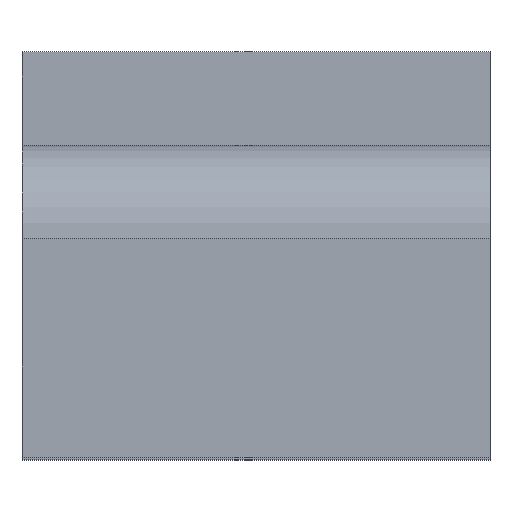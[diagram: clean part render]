
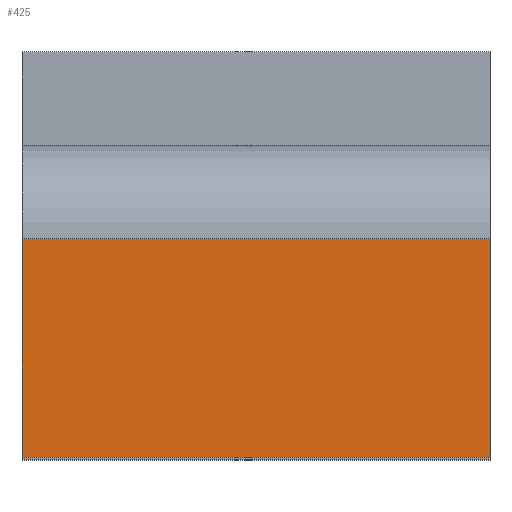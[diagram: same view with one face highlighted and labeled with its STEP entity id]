
A CAD part, top view. The second image highlights one B-rep face of the part: STEP entity #425.
In plain terms, the highlighted planar face has unit normal (0, 0, 1).
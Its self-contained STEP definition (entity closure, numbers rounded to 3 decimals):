
#8 = LINE ( 'NONE', #64, #190 ) ;
#18 = DIRECTION ( 'NONE',  ( -1., 0., 0. ) ) ;
#32 = CARTESIAN_POINT ( 'NONE',  ( 7.5, -6., 27.5 ) ) ;
#59 = PLANE ( 'NONE',  #81 ) ;
#64 = CARTESIAN_POINT ( 'NONE',  ( 7.5, -6., 27.5 ) ) ;
#81 = AXIS2_PLACEMENT_3D ( 'NONE', #757, #731, #670 ) ;
#88 = ORIENTED_EDGE ( 'NONE', *, *, #640, .F. ) ;
#103 = CARTESIAN_POINT ( 'NONE',  ( 7.5, -13., 27.5 ) ) ;
#109 = VECTOR ( 'NONE', #140, 1000. ) ;
#116 = CARTESIAN_POINT ( 'NONE',  ( -7.5, -6., 27.5 ) ) ;
#129 = ORIENTED_EDGE ( 'NONE', *, *, #472, .F. ) ;
#140 = DIRECTION ( 'NONE',  ( 0., -1., 0. ) ) ;
#142 = EDGE_CURVE ( 'NONE', #396, #684, #8, .T. ) ;
#188 = CARTESIAN_POINT ( 'NONE',  ( 7.5, -13., 27.5 ) ) ;
#190 = VECTOR ( 'NONE', #18, 1000. ) ;
#240 = CARTESIAN_POINT ( 'NONE',  ( -7.5, -13., 27.5 ) ) ;
#254 = VERTEX_POINT ( 'NONE', #375 ) ;
#350 = LINE ( 'NONE', #240, #109 ) ;
#375 = CARTESIAN_POINT ( 'NONE',  ( -7.5, -13., 27.5 ) ) ;
#396 = VERTEX_POINT ( 'NONE', #32 ) ;
#399 = EDGE_CURVE ( 'NONE', #684, #254, #350, .T. ) ;
#425 = ADVANCED_FACE ( 'NONE', ( #485 ), #59, .F. ) ;
#437 = ORIENTED_EDGE ( 'NONE', *, *, #399, .T. ) ;
#472 = EDGE_CURVE ( 'NONE', #729, #254, #495, .T. ) ;
#477 = DIRECTION ( 'NONE',  ( -1., 0., 0. ) ) ;
#485 = FACE_OUTER_BOUND ( 'NONE', #571, .T. ) ;
#495 = LINE ( 'NONE', #188, #737 ) ;
#547 = ORIENTED_EDGE ( 'NONE', *, *, #142, .T. ) ;
#558 = LINE ( 'NONE', #103, #727 ) ;
#562 = DIRECTION ( 'NONE',  ( 0., -1., 0. ) ) ;
#571 = EDGE_LOOP ( 'NONE', ( #437, #129, #88, #547 ) ) ;
#577 = CARTESIAN_POINT ( 'NONE',  ( 7.5, -13., 27.5 ) ) ;
#640 = EDGE_CURVE ( 'NONE', #396, #729, #558, .T. ) ;
#670 = DIRECTION ( 'NONE',  ( -1., 0., 0. ) ) ;
#684 = VERTEX_POINT ( 'NONE', #116 ) ;
#727 = VECTOR ( 'NONE', #562, 1000. ) ;
#729 = VERTEX_POINT ( 'NONE', #577 ) ;
#731 = DIRECTION ( 'NONE',  ( 0., 0., -1. ) ) ;
#737 = VECTOR ( 'NONE', #477, 1000. ) ;
#757 = CARTESIAN_POINT ( 'NONE',  ( 7.5, -13., 27.5 ) ) ;
